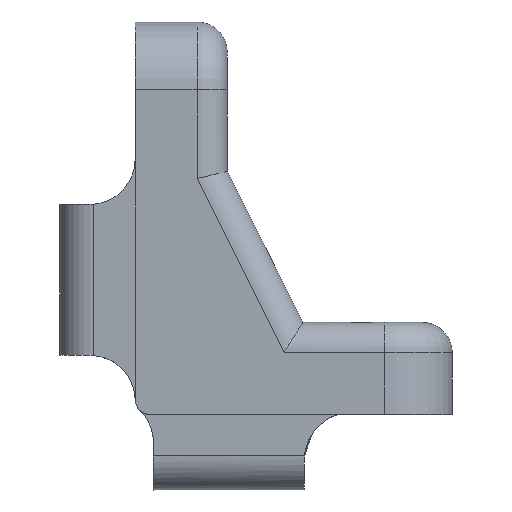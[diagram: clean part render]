
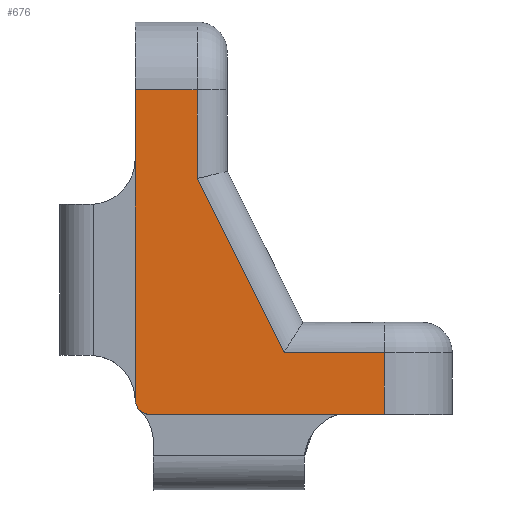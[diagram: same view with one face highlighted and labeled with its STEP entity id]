
A CAD part, top view. The second image highlights one B-rep face of the part: STEP entity #676.
In plain terms, the highlighted planar face has unit normal (0, 0, 1).
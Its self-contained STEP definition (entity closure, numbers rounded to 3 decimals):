
#33=PLANE('',#753);
#71=FACE_OUTER_BOUND('',#108,.T.);
#108=EDGE_LOOP('',(#617,#618,#619,#620,#621,#622,#623,#624));
#143=CIRCLE('',#742,1.);
#158=LINE('',#1028,#206);
#160=LINE('',#1032,#208);
#163=LINE('',#1057,#211);
#166=LINE('',#1064,#214);
#176=LINE('',#1095,#224);
#177=LINE('',#1100,#225);
#182=LINE('',#1111,#230);
#206=VECTOR('',#791,10.);
#208=VECTOR('',#795,10.);
#211=VECTOR('',#810,10.);
#214=VECTOR('',#817,10.);
#224=VECTOR('',#849,10.);
#225=VECTOR('',#854,10.);
#230=VECTOR('',#863,10.);
#271=VERTEX_POINT('',#1003);
#275=VERTEX_POINT('',#1026);
#276=VERTEX_POINT('',#1031);
#278=VERTEX_POINT('',#1037);
#283=VERTEX_POINT('',#1062);
#293=VERTEX_POINT('',#1093);
#294=VERTEX_POINT('',#1097);
#295=VERTEX_POINT('',#1099);
#342=EDGE_CURVE('',#275,#271,#158,.T.);
#344=EDGE_CURVE('',#276,#275,#160,.T.);
#352=EDGE_CURVE('',#278,#276,#163,.T.);
#356=EDGE_CURVE('',#283,#278,#166,.T.);
#372=EDGE_CURVE('',#283,#293,#176,.T.);
#374=EDGE_CURVE('',#295,#294,#177,.T.);
#380=EDGE_CURVE('',#271,#294,#182,.T.);
#415=EDGE_CURVE('',#295,#293,#143,.T.);
#617=ORIENTED_EDGE('',*,*,#352,.F.);
#618=ORIENTED_EDGE('',*,*,#356,.F.);
#619=ORIENTED_EDGE('',*,*,#372,.T.);
#620=ORIENTED_EDGE('',*,*,#415,.F.);
#621=ORIENTED_EDGE('',*,*,#374,.T.);
#622=ORIENTED_EDGE('',*,*,#380,.F.);
#623=ORIENTED_EDGE('',*,*,#342,.F.);
#624=ORIENTED_EDGE('',*,*,#344,.F.);
#676=ADVANCED_FACE('',(#71),#33,.T.);
#742=AXIS2_PLACEMENT_3D('',#1422,#924,#925);
#753=AXIS2_PLACEMENT_3D('',#1439,#952,#953);
#791=DIRECTION('',(1.,0.,0.));
#795=DIRECTION('',(0.447,-0.894,0.));
#810=DIRECTION('',(0.,-1.,0.));
#817=DIRECTION('',(1.,0.,0.));
#849=DIRECTION('',(0.,-1.,0.));
#854=DIRECTION('',(1.,0.,0.));
#863=DIRECTION('',(0.,-1.,0.));
#924=DIRECTION('center_axis',(0.,0.,-1.));
#925=DIRECTION('ref_axis',(-0.707,-0.707,0.));
#952=DIRECTION('center_axis',(0.,0.,1.));
#953=DIRECTION('ref_axis',(1.,0.,0.));
#1003=CARTESIAN_POINT('',(16.5,4.1,43.));
#1026=CARTESIAN_POINT('',(9.864,4.1,43.));
#1028=CARTESIAN_POINT('',(18.75,4.1,43.));
#1031=CARTESIAN_POINT('',(4.1,15.628,43.));
#1032=CARTESIAN_POINT('',(5.721,12.386,43.));
#1037=CARTESIAN_POINT('',(4.1,21.5,43.));
#1057=CARTESIAN_POINT('',(4.1,12.25,43.));
#1062=CARTESIAN_POINT('',(0.,21.5,43.));
#1064=CARTESIAN_POINT('',(9.25,21.5,43.));
#1093=CARTESIAN_POINT('',(0.,1.,43.));
#1095=CARTESIAN_POINT('',(0.,0.,43.));
#1097=CARTESIAN_POINT('',(16.5,0.,43.));
#1099=CARTESIAN_POINT('',(1.,0.,43.));
#1100=CARTESIAN_POINT('',(0.,0.,43.));
#1111=CARTESIAN_POINT('',(16.5,9.25,43.));
#1422=CARTESIAN_POINT('Origin',(1.,1.,43.));
#1439=CARTESIAN_POINT('Origin',(12.5,18.5,43.));
